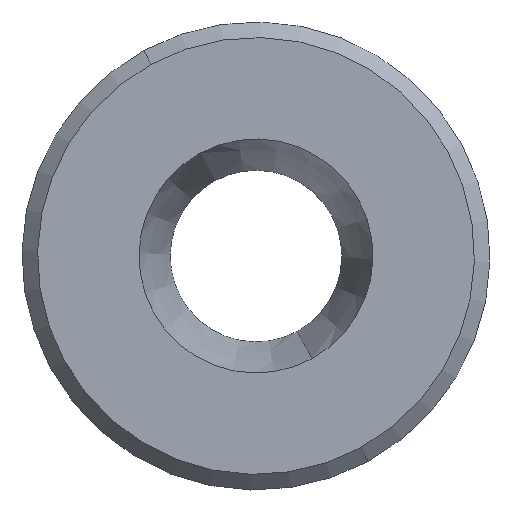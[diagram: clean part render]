
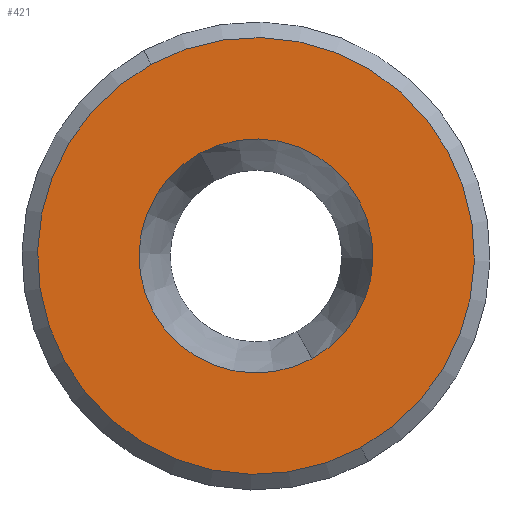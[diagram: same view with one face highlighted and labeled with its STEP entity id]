
A CAD part, top view. The second image highlights one B-rep face of the part: STEP entity #421.
In plain terms, the highlighted planar face has unit normal (0, 0, 1).
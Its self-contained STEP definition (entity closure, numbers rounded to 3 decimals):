
#275=CARTESIAN_POINT('Vertex',(6.712,-12.286,6.)) ;
#278=CARTESIAN_POINT('Axis2P3D Location',(0.,0.,6.)) ;
#282=CARTESIAN_POINT('Vertex',(-6.712,12.286,6.)) ;
#297=CARTESIAN_POINT('Axis2P3D Location',(0.,0.,6.)) ;
#318=CARTESIAN_POINT('Vertex',(3.596,-6.582,6.)) ;
#334=CARTESIAN_POINT('Vertex',(-3.596,6.582,6.)) ;
#337=CARTESIAN_POINT('Axis2P3D Location',(0.,0.,6.)) ;
#354=CARTESIAN_POINT('Axis2P3D Location',(0.,0.,6.)) ;
#408=CARTESIAN_POINT('Axis2P3D Location',(0.,14.,6.)) ;
#279=DIRECTION('Axis2P3D Direction',(0.,0.,-1.)) ;
#298=DIRECTION('Axis2P3D Direction',(0.,0.,-1.)) ;
#338=DIRECTION('Axis2P3D Direction',(0.,0.,1.)) ;
#355=DIRECTION('Axis2P3D Direction',(0.,0.,1.)) ;
#409=DIRECTION('Axis2P3D Direction',(0.,0.,1.)) ;
#410=DIRECTION('Axis2P3D XDirection',(1.,0.,0.)) ;
#280=AXIS2_PLACEMENT_3D('Circle Axis2P3D',#278,#279,$) ;
#299=AXIS2_PLACEMENT_3D('Circle Axis2P3D',#297,#298,$) ;
#339=AXIS2_PLACEMENT_3D('Circle Axis2P3D',#337,#338,$) ;
#356=AXIS2_PLACEMENT_3D('Circle Axis2P3D',#354,#355,$) ;
#411=AXIS2_PLACEMENT_3D('Plane Axis2P3D',#408,#409,#410) ;
#414=ORIENTED_EDGE('',*,*,#301,.T.) ;
#415=ORIENTED_EDGE('',*,*,#284,.T.) ;
#418=ORIENTED_EDGE('',*,*,#341,.F.) ;
#419=ORIENTED_EDGE('',*,*,#358,.F.) ;
#420=FACE_BOUND('',#417,.T.) ;
#421=ADVANCED_FACE('Corps principal',(#416,#420),#412,.T.) ;
#281=CIRCLE('generated circle',#280,14.) ;
#300=CIRCLE('generated circle',#299,14.) ;
#340=CIRCLE('generated circle',#339,7.5) ;
#357=CIRCLE('generated circle',#356,7.5) ;
#284=EDGE_CURVE('',#283,#276,#281,.F.) ;
#301=EDGE_CURVE('',#276,#283,#300,.F.) ;
#341=EDGE_CURVE('',#335,#319,#340,.T.) ;
#358=EDGE_CURVE('',#319,#335,#357,.T.) ;
#413=EDGE_LOOP('',(#414,#415)) ;
#417=EDGE_LOOP('',(#418,#419)) ;
#416=FACE_OUTER_BOUND('',#413,.T.) ;
#412=PLANE('',#411) ;
#276=VERTEX_POINT('',#275) ;
#283=VERTEX_POINT('',#282) ;
#319=VERTEX_POINT('',#318) ;
#335=VERTEX_POINT('',#334) ;
